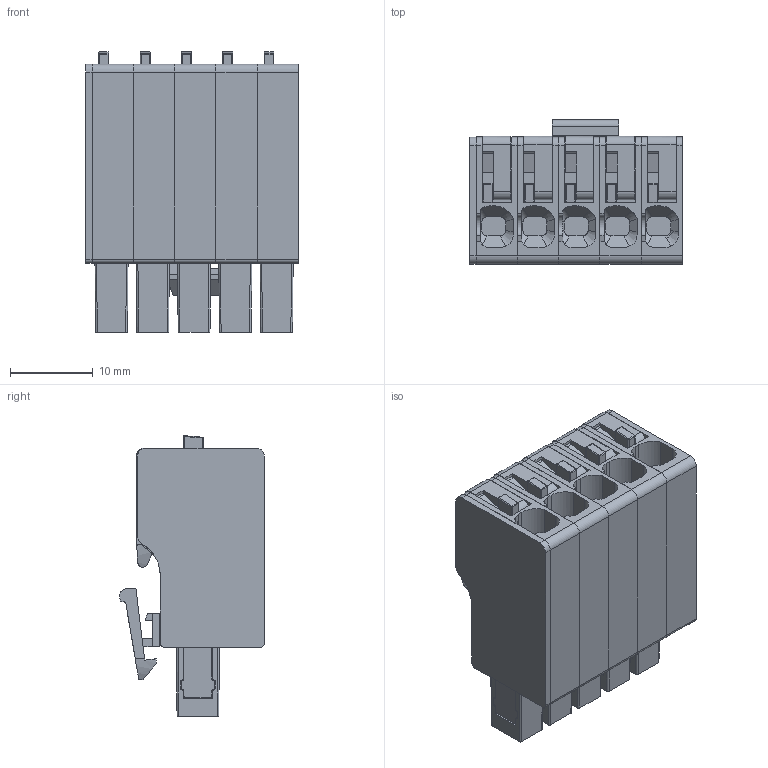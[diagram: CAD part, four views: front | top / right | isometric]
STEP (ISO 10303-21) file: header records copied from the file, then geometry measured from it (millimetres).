
FILE_DESCRIPTION(('CATIA V5 STEP Exchange','CAx-IF Rec.Pracs.--- Model Styling and Organization---1.4--- 2014-01-23'),'2;1');
FILE_NAME ('D1463853_2', '2022-08-24T06:09:58+00:00', ('none'), ('Weidmueller'), 'CATIA Version 5-6 Release 2016 SP3 HF44', 'CATIA V5 STEP AP214', 'none');
FILE_SCHEMA(('AUTOMOTIVE_DESIGN { 1 0 10303 214 1 1 1 1 }'));
Length unit declared in the file: millimetre
Products named in the file (1): 2741700000
Bounding box: 25.8 x 17.53 x 34 mm (x, y, z)
Volume: 8978 mm3; surface area: 10320.4 mm2
Topology: 17 solids, 17 shells, 1277 faces, 3527 edges, 2307 vertices
Faces by surface type: plane 746, cylinder 451, sphere 40, cone 24, bspline 11, torus 5
Entity records: 43841 total; most frequent: CARTESIAN_POINT 11778, ORIENTED_EDGE 6934, DIRECTION 5247, EDGE_CURVE 3467, VERTEX_POINT 2297, VECTOR 2237, LINE 2237, AXIS2_PLACEMENT_3D 1820
